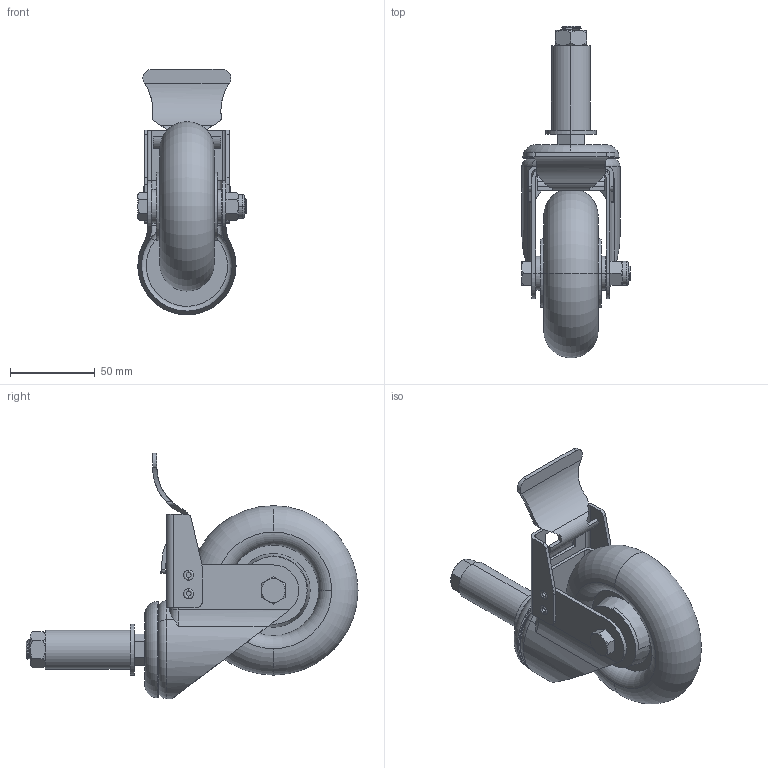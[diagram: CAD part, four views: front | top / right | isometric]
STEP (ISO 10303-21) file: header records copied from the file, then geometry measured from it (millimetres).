
FILE_DESCRIPTION((''),'2;1');
FILE_NAME('FHJ-405','2021-12-16T13:29:35',('Administrator'),(''),'CREO PARAMETRIC BY PTC INC, 2019224','CREO PARAMETRIC BY PTC INC, 2019224','');
FILE_SCHEMA(('CONFIG_CONTROL_DESIGN'));
Length unit declared in the file: millimetre
Products named in the file (1): FHJ-405
Bounding box: 64 x 196 x 145 mm (x, y, z)
Volume: 290528.5 mm3; surface area: 79828.6 mm2
Topology: 2 solids, 2 shells, 362 faces, 928 edges, 589 vertices
Faces by surface type: cylinder 158, plane 102, torus 38, cone 36, bspline 28
Entity records: 17372 total; most frequent: CARTESIAN_POINT 8959, ORIENTED_EDGE 1856, DIRECTION 1590, EDGE_CURVE 928, AXIS2_PLACEMENT_3D 622, VERTEX_POINT 589, EDGE_LOOP 391, FACE_OUTER_BOUND 362
